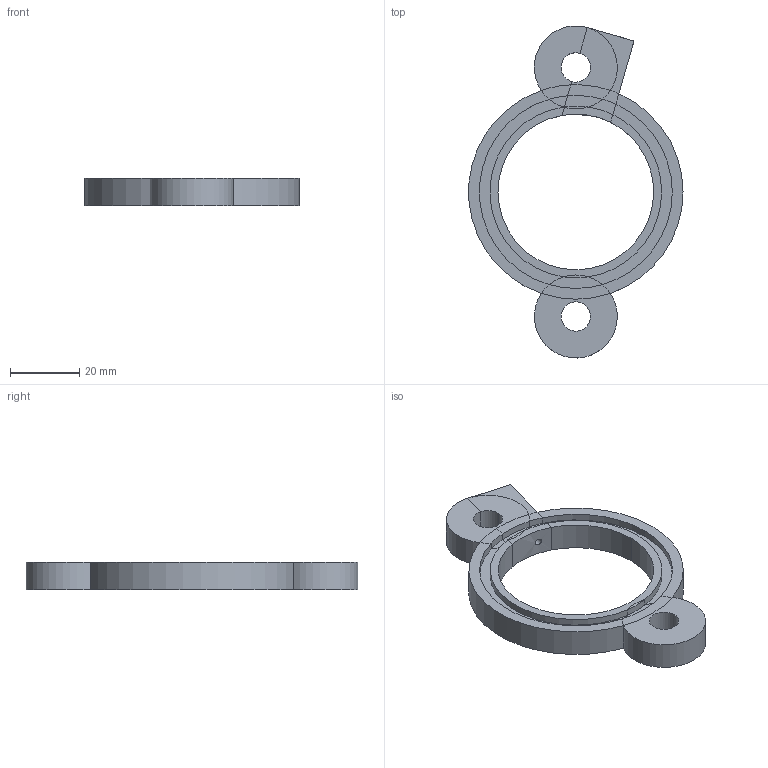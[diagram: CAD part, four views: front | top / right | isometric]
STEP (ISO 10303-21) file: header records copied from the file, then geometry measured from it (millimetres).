
FILE_DESCRIPTION(('FreeCAD Model'),'2;1');
FILE_NAME('Open CASCADE Shape Model','2024-03-14T12:15:07',(''),(''), 'Open CASCADE STEP processor 7.6','FreeCAD','Unknown');
FILE_SCHEMA(('AUTOMOTIVE_DESIGN { 1 0 10303 214 1 1 1 1 }'));
Length unit declared in the file: millimetre
Products named in the file (1): difference004
Bounding box: 61.89 x 95.96 x 8 mm (x, y, z)
Volume: 14582.5 mm3; surface area: 11312.2 mm2
Topology: 9 solids, 9 shells, 122 faces, 308 edges, 205 vertices
Faces by surface type: cylinder 64, plane 57, cone 1
Full cylindrical faces by diameter (mm): 2 x3, 3 x2, 8.5 x1
Entity records: 4367 total; most frequent: CARTESIAN_POINT 1181, DIRECTION 701, ORIENTED_EDGE 616, EDGE_CURVE 308, AXIS2_PLACEMENT_3D 277, VERTEX_POINT 205, CIRCLE 154, LINE 147
